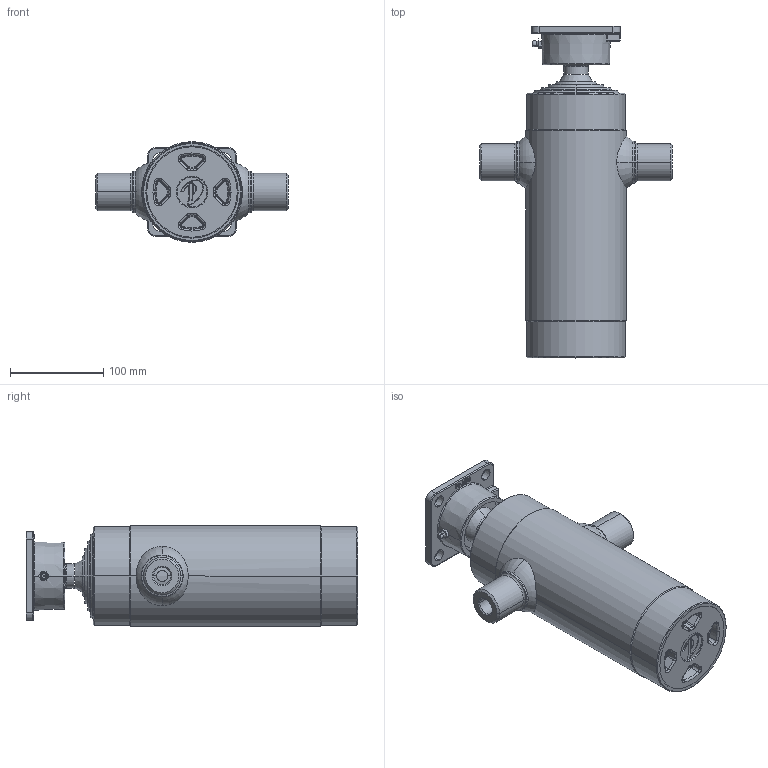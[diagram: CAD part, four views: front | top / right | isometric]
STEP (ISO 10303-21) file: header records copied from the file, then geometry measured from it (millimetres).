
FILE_DESCRIPTION (( 'STEP AP203' ), '1' );
FILE_NAME ('3405BGZ.STEP', '2014-10-07T06:44:26', ( '' ), ( '' ), 'SwSTEP 2.0', 'SolidWorks 2013', '' );
FILE_SCHEMA (( 'CONFIG_CONTROL_DESIGN' ));
Length unit declared in the file: millimetre
Products named in the file (1): 3405BGZ
Bounding box: 207 x 356 x 108 mm (x, y, z)
Surface area: 379109.3 mm2 (no closed solid volume)
Topology: 0 solids, 37 shells, 373 faces, 1140 edges, 787 vertices
Faces by surface type: cylinder 109, torus 91, cone 84, plane 61, bspline 22, sphere 6
Entity records: 15856 total; most frequent: CARTESIAN_POINT 5699, DIRECTION 2291, ORIENTED_EDGE 1816, EDGE_CURVE 1132, AXIS2_PLACEMENT_3D 935, VERTEX_POINT 784, CIRCLE 583, LINE 421
